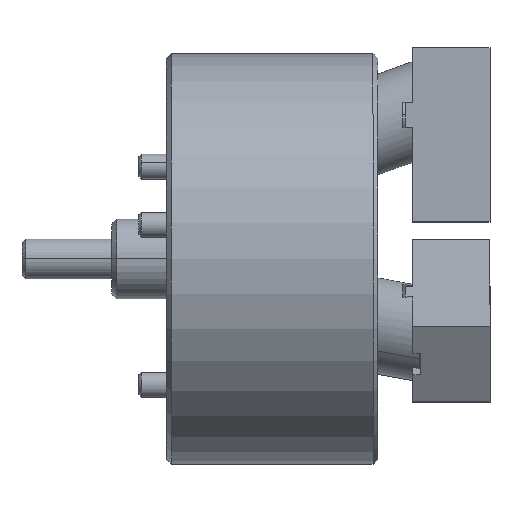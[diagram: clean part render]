
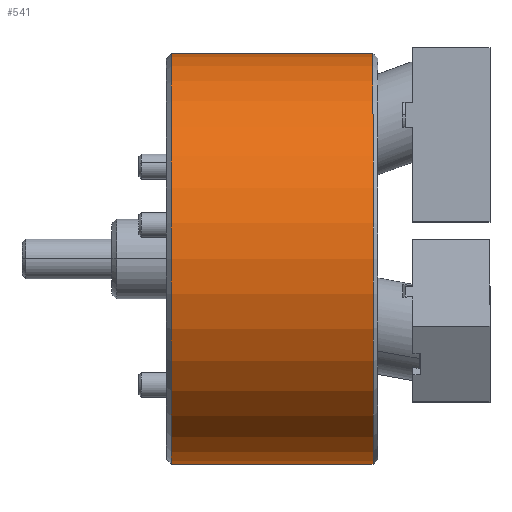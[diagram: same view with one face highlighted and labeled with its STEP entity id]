
A CAD part, top view. The second image highlights one B-rep face of the part: STEP entity #541.
In plain terms, the highlighted cylindrical face has radius 82.5 mm (diameter 165 mm), a partial arc.
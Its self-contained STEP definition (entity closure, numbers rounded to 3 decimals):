
#450 = FACE_OUTER_BOUND ( 'NONE', #8457, .T. ) ;
#541 = ADVANCED_FACE ( 'NONE', ( #450 ), #8486, .T. ) ;
#724 = EDGE_CURVE ( 'NONE', #10481, #2790, #3045, .T. ) ;
#2622 = DIRECTION ( 'NONE',  ( 1., 0., 0. ) ) ;
#2686 = CARTESIAN_POINT ( 'NONE',  ( 2., 0., 0. ) ) ;
#2790 = VERTEX_POINT ( 'NONE', #11971 ) ;
#2813 = VERTEX_POINT ( 'NONE', #11943 ) ;
#3045 = CIRCLE ( 'NONE', #4649, 82.5 ) ;
#3099 = CARTESIAN_POINT ( 'NONE',  ( 0., 0., 0. ) ) ;
#3599 = CIRCLE ( 'NONE', #8451, 82.5 ) ;
#4132 = CARTESIAN_POINT ( 'NONE',  ( 0., -82.5, 0. ) ) ;
#4649 = AXIS2_PLACEMENT_3D ( 'NONE', #2686, #2622, #11184 ) ;
#4830 = DIRECTION ( 'NONE',  ( 1., 0., 0. ) ) ;
#4935 = VERTEX_POINT ( 'NONE', #7816 ) ;
#5009 = CARTESIAN_POINT ( 'NONE',  ( 2., 82.5, 0. ) ) ;
#5117 = LINE ( 'NONE', #4132, #5261 ) ;
#5261 = VECTOR ( 'NONE', #9613, 1000. ) ;
#5530 = CARTESIAN_POINT ( 'NONE',  ( 0., 82.5, 0. ) ) ;
#6165 = EDGE_CURVE ( 'NONE', #10481, #4935, #11058, .T. ) ;
#6172 = ORIENTED_EDGE ( 'NONE', *, *, #6165, .F. ) ;
#6203 = ORIENTED_EDGE ( 'NONE', *, *, #8618, .T. ) ;
#7276 = EDGE_CURVE ( 'NONE', #2790, #2813, #5117, .T. ) ;
#7307 = AXIS2_PLACEMENT_3D ( 'NONE', #3099, #11786, #11894 ) ;
#7816 = CARTESIAN_POINT ( 'NONE',  ( 83., 82.5, 0. ) ) ;
#8451 = AXIS2_PLACEMENT_3D ( 'NONE', #11926, #11307, #9767 ) ;
#8457 = EDGE_LOOP ( 'NONE', ( #8511, #11546, #6203, #6172 ) ) ;
#8486 = CYLINDRICAL_SURFACE ( 'NONE', #7307, 82.5 ) ;
#8511 = ORIENTED_EDGE ( 'NONE', *, *, #724, .T. ) ;
#8618 = EDGE_CURVE ( 'NONE', #2813, #4935, #3599, .T. ) ;
#9613 = DIRECTION ( 'NONE',  ( 1., 0., 0. ) ) ;
#9767 = DIRECTION ( 'NONE',  ( 0., 1., 0. ) ) ;
#10481 = VERTEX_POINT ( 'NONE', #5009 ) ;
#10730 = VECTOR ( 'NONE', #4830, 1000. ) ;
#11058 = LINE ( 'NONE', #5530, #10730 ) ;
#11184 = DIRECTION ( 'NONE',  ( 0., -1., 0. ) ) ;
#11307 = DIRECTION ( 'NONE',  ( -1., 0., 0. ) ) ;
#11546 = ORIENTED_EDGE ( 'NONE', *, *, #7276, .T. ) ;
#11786 = DIRECTION ( 'NONE',  ( 1., 0., 0. ) ) ;
#11894 = DIRECTION ( 'NONE',  ( 0., 1., 0. ) ) ;
#11926 = CARTESIAN_POINT ( 'NONE',  ( 83., 0., 0. ) ) ;
#11943 = CARTESIAN_POINT ( 'NONE',  ( 83., -82.5, 0. ) ) ;
#11971 = CARTESIAN_POINT ( 'NONE',  ( 2., -82.5, 0. ) ) ;
